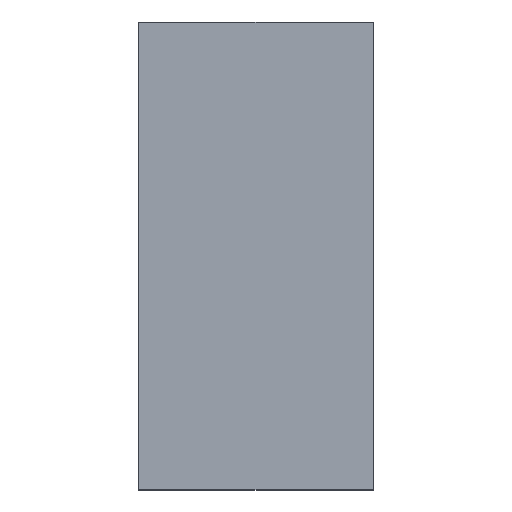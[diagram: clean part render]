
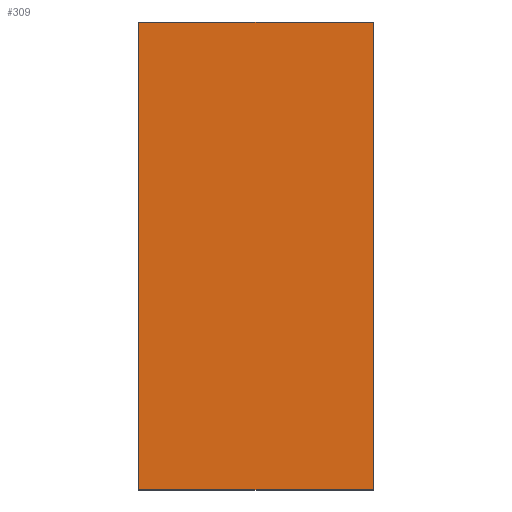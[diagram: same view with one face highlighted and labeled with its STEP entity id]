
A CAD part, top view. The second image highlights one B-rep face of the part: STEP entity #309.
In plain terms, the highlighted planar face has unit normal (0, 0, 1).
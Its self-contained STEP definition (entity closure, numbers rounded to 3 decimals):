
#14 = ORIENTED_EDGE ( 'NONE', *, *, #193, .F. ) ;
#25 = DIRECTION ( 'NONE',  ( -1., 0., 0. ) ) ;
#29 = EDGE_CURVE ( 'NONE', #68, #321, #230, .T. ) ;
#37 = DIRECTION ( 'NONE',  ( 0., -1., 0. ) ) ;
#50 = VECTOR ( 'NONE', #272, 1000. ) ;
#55 = DIRECTION ( 'NONE',  ( 1., 0., 0. ) ) ;
#64 = CARTESIAN_POINT ( 'NONE',  ( 0., 3.175, 0.65 ) ) ;
#66 = VERTEX_POINT ( 'NONE', #299 ) ;
#68 = VERTEX_POINT ( 'NONE', #136 ) ;
#80 = CARTESIAN_POINT ( 'NONE',  ( 0., 0., 0.65 ) ) ;
#113 = CARTESIAN_POINT ( 'NONE',  ( -1.59, 0., 0.65 ) ) ;
#129 = EDGE_LOOP ( 'NONE', ( #14, #292, #187, #163 ) ) ;
#136 = CARTESIAN_POINT ( 'NONE',  ( 1.59, 3.175, 0.65 ) ) ;
#140 = FACE_OUTER_BOUND ( 'NONE', #129, .T. ) ;
#141 = VECTOR ( 'NONE', #25, 1000. ) ;
#143 = LINE ( 'NONE', #113, #50 ) ;
#153 = LINE ( 'NONE', #64, #308 ) ;
#163 = ORIENTED_EDGE ( 'NONE', *, *, #222, .F. ) ;
#172 = CARTESIAN_POINT ( 'NONE',  ( 0., -3.175, 0.65 ) ) ;
#187 = ORIENTED_EDGE ( 'NONE', *, *, #340, .F. ) ;
#189 = CARTESIAN_POINT ( 'NONE',  ( -1.59, -3.175, 0.65 ) ) ;
#192 = DIRECTION ( 'NONE',  ( 0., 0., 1. ) ) ;
#193 = EDGE_CURVE ( 'NONE', #321, #211, #251, .T. ) ;
#199 = AXIS2_PLACEMENT_3D ( 'NONE', #80, #192, #55 ) ;
#211 = VERTEX_POINT ( 'NONE', #189 ) ;
#213 = CARTESIAN_POINT ( 'NONE',  ( 1.59, -3.175, 0.65 ) ) ;
#222 = EDGE_CURVE ( 'NONE', #211, #66, #143, .T. ) ;
#227 = DIRECTION ( 'NONE',  ( 1., 0., 0. ) ) ;
#230 = LINE ( 'NONE', #353, #368 ) ;
#251 = LINE ( 'NONE', #172, #141 ) ;
#272 = DIRECTION ( 'NONE',  ( 0., 1., 0. ) ) ;
#292 = ORIENTED_EDGE ( 'NONE', *, *, #29, .F. ) ;
#299 = CARTESIAN_POINT ( 'NONE',  ( -1.59, 3.175, 0.65 ) ) ;
#308 = VECTOR ( 'NONE', #227, 1000. ) ;
#309 = ADVANCED_FACE ( 'NONE', ( #140 ), #332, .T. ) ;
#321 = VERTEX_POINT ( 'NONE', #213 ) ;
#332 = PLANE ( 'NONE',  #199 ) ;
#340 = EDGE_CURVE ( 'NONE', #66, #68, #153, .T. ) ;
#353 = CARTESIAN_POINT ( 'NONE',  ( 1.59, 0., 0.65 ) ) ;
#368 = VECTOR ( 'NONE', #37, 1000. ) ;
